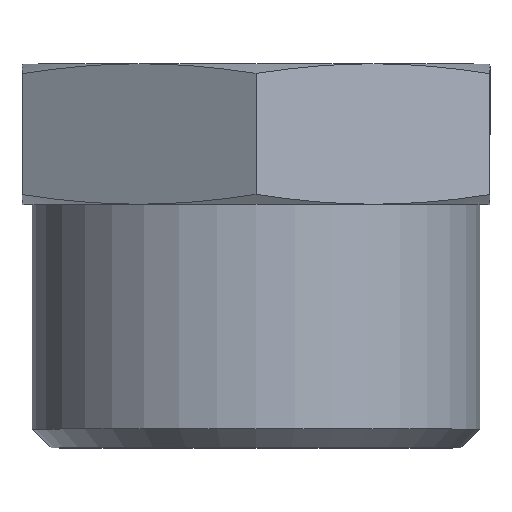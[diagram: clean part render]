
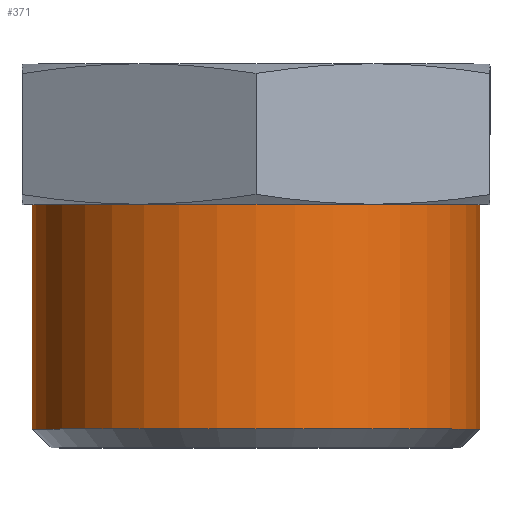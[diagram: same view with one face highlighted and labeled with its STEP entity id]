
A CAD part, top view. The second image highlights one B-rep face of the part: STEP entity #371.
In plain terms, the highlighted cylindrical face has radius 23.901 mm (diameter 47.803 mm), a full revolution.
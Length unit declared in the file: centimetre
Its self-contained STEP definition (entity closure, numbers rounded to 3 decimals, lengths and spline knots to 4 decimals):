
#61=CYLINDRICAL_SURFACE('',#402,2.3902);
#65=FACE_BOUND('',#101,.T.);
#72=FACE_OUTER_BOUND('',#100,.T.);
#100=EDGE_LOOP('',(#233));
#101=EDGE_LOOP('',(#234));
#132=CIRCLE('',#400,2.3902);
#134=CIRCLE('',#403,2.3902);
#151=VERTEX_POINT('',#547);
#153=VERTEX_POINT('',#552);
#182=EDGE_CURVE('',#151,#151,#132,.T.);
#184=EDGE_CURVE('',#153,#153,#134,.T.);
#233=ORIENTED_EDGE('',*,*,#184,.F.);
#234=ORIENTED_EDGE('',*,*,#182,.F.);
#371=ADVANCED_FACE('',(#72,#65),#61,.T.);
#400=AXIS2_PLACEMENT_3D('',#548,#449,#450);
#402=AXIS2_PLACEMENT_3D('',#551,#453,#454);
#403=AXIS2_PLACEMENT_3D('',#553,#455,#456);
#449=DIRECTION('center_axis',(0.,-1.,0.));
#450=DIRECTION('ref_axis',(0.,0.,1.));
#453=DIRECTION('center_axis',(0.,1.,0.));
#454=DIRECTION('ref_axis',(0.,0.,-1.));
#455=DIRECTION('center_axis',(0.,1.,0.));
#456=DIRECTION('ref_axis',(0.,0.,-1.));
#547=CARTESIAN_POINT('',(0.,0.2,-2.3902));
#548=CARTESIAN_POINT('Origin',(0.,0.2,0.));
#551=CARTESIAN_POINT('Origin',(0.,1.3,0.));
#552=CARTESIAN_POINT('',(0.,2.6,-2.3902));
#553=CARTESIAN_POINT('Origin',(0.,2.6,0.));
